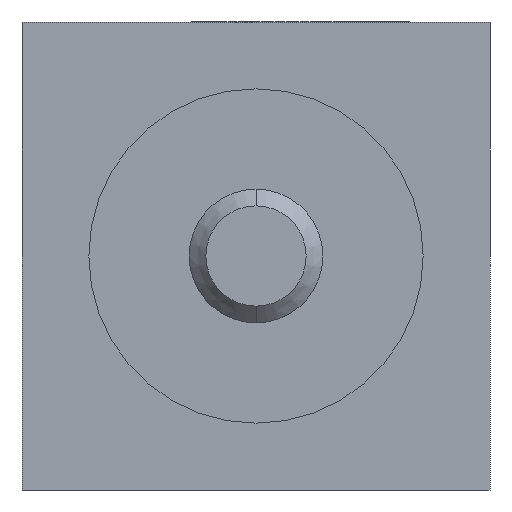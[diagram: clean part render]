
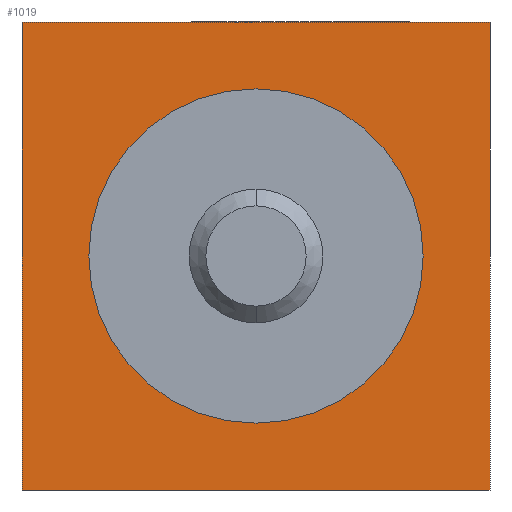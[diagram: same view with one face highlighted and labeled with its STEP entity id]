
A CAD part, front view. The second image highlights one B-rep face of the part: STEP entity #1019.
In plain terms, the highlighted planar face has unit normal (0, -1, 0).
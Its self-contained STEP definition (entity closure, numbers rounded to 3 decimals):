
#1 = CARTESIAN_POINT ( 'NONE',  ( -7., 0., -7. ) ) ;
#46 = LINE ( 'NONE', #719, #480 ) ;
#58 = VERTEX_POINT ( 'NONE', #207 ) ;
#63 = CARTESIAN_POINT ( 'NONE',  ( 7., 0., 7. ) ) ;
#65 = AXIS2_PLACEMENT_3D ( 'NONE', #649, #89, #848 ) ;
#66 = CARTESIAN_POINT ( 'NONE',  ( -7., 0., 7. ) ) ;
#71 = PLANE ( 'NONE',  #421 ) ;
#73 = ORIENTED_EDGE ( 'NONE', *, *, #782, .F. ) ;
#74 = ORIENTED_EDGE ( 'NONE', *, *, #451, .F. ) ;
#89 = DIRECTION ( 'NONE',  ( 0., -1., 0. ) ) ;
#134 = CIRCLE ( 'NONE', #190, 5. ) ;
#190 = AXIS2_PLACEMENT_3D ( 'NONE', #1067, #385, #583 ) ;
#201 = ORIENTED_EDGE ( 'NONE', *, *, #567, .F. ) ;
#207 = CARTESIAN_POINT ( 'NONE',  ( 7., 0., -7. ) ) ;
#247 = FACE_OUTER_BOUND ( 'NONE', #669, .T. ) ;
#268 = DIRECTION ( 'NONE',  ( -1., 0., 0. ) ) ;
#285 = VERTEX_POINT ( 'NONE', #1 ) ;
#290 = EDGE_CURVE ( 'NONE', #935, #367, #656, .T. ) ;
#326 = DIRECTION ( 'NONE',  ( 0., 0., -1. ) ) ;
#355 = EDGE_CURVE ( 'NONE', #58, #285, #1164, .T. ) ;
#364 = ORIENTED_EDGE ( 'NONE', *, *, #829, .F. ) ;
#367 = VERTEX_POINT ( 'NONE', #463 ) ;
#385 = DIRECTION ( 'NONE',  ( 0., -1., 0. ) ) ;
#418 = CARTESIAN_POINT ( 'NONE',  ( -7., 0., 7. ) ) ;
#421 = AXIS2_PLACEMENT_3D ( 'NONE', #1193, #943, #441 ) ;
#431 = LINE ( 'NONE', #917, #740 ) ;
#441 = DIRECTION ( 'NONE',  ( 0., 0., -1. ) ) ;
#451 = EDGE_CURVE ( 'NONE', #568, #453, #46, .T. ) ;
#453 = VERTEX_POINT ( 'NONE', #63 ) ;
#463 = CARTESIAN_POINT ( 'NONE',  ( 0., 0., -5. ) ) ;
#480 = VECTOR ( 'NONE', #1175, 1000. ) ;
#532 = CARTESIAN_POINT ( 'NONE',  ( 0., 0., 5. ) ) ;
#567 = EDGE_CURVE ( 'NONE', #453, #58, #431, .T. ) ;
#568 = VERTEX_POINT ( 'NONE', #418 ) ;
#581 = VECTOR ( 'NONE', #268, 1000. ) ;
#583 = DIRECTION ( 'NONE',  ( 0., 0., -1. ) ) ;
#649 = CARTESIAN_POINT ( 'NONE',  ( 0., 0., 0. ) ) ;
#656 = CIRCLE ( 'NONE', #65, 5. ) ;
#669 = EDGE_LOOP ( 'NONE', ( #73, #761, #201, #74 ) ) ;
#675 = LINE ( 'NONE', #66, #857 ) ;
#719 = CARTESIAN_POINT ( 'NONE',  ( -7., 0., 7. ) ) ;
#740 = VECTOR ( 'NONE', #326, 1000. ) ;
#759 = CARTESIAN_POINT ( 'NONE',  ( -7., 0., -7. ) ) ;
#761 = ORIENTED_EDGE ( 'NONE', *, *, #355, .F. ) ;
#782 = EDGE_CURVE ( 'NONE', #285, #568, #675, .T. ) ;
#827 = DIRECTION ( 'NONE',  ( 0., 0., 1. ) ) ;
#829 = EDGE_CURVE ( 'NONE', #367, #935, #134, .T. ) ;
#840 = EDGE_LOOP ( 'NONE', ( #979, #364 ) ) ;
#848 = DIRECTION ( 'NONE',  ( 0., 0., -1. ) ) ;
#857 = VECTOR ( 'NONE', #827, 1000. ) ;
#917 = CARTESIAN_POINT ( 'NONE',  ( 7., 0., 7. ) ) ;
#935 = VERTEX_POINT ( 'NONE', #532 ) ;
#943 = DIRECTION ( 'NONE',  ( 0., -1., 0. ) ) ;
#979 = ORIENTED_EDGE ( 'NONE', *, *, #290, .F. ) ;
#1019 = ADVANCED_FACE ( 'NONE', ( #247, #1050 ), #71, .T. ) ;
#1050 = FACE_BOUND ( 'NONE', #840, .T. ) ;
#1067 = CARTESIAN_POINT ( 'NONE',  ( 0., 0., 0. ) ) ;
#1164 = LINE ( 'NONE', #759, #581 ) ;
#1175 = DIRECTION ( 'NONE',  ( 1., 0., 0. ) ) ;
#1193 = CARTESIAN_POINT ( 'NONE',  ( -7., 0., -7. ) ) ;
